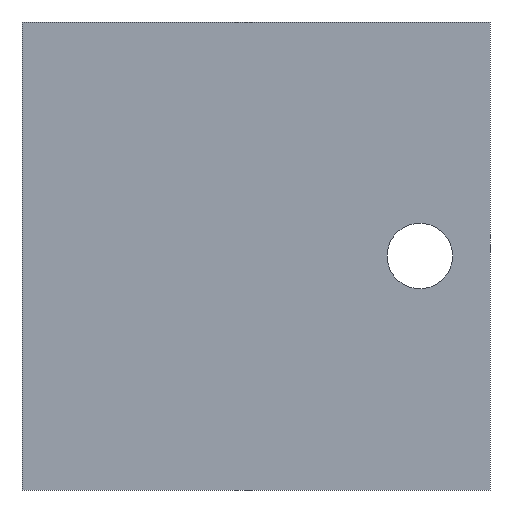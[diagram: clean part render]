
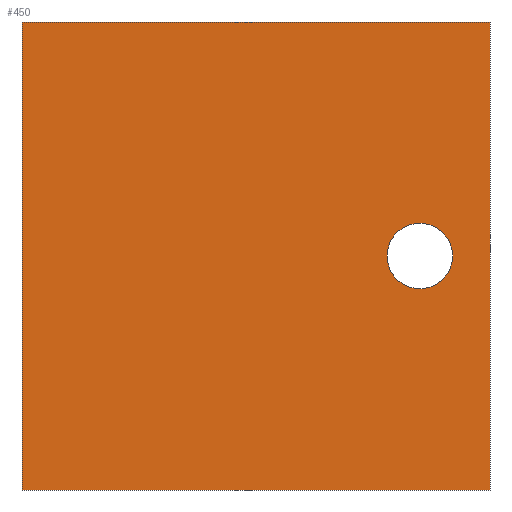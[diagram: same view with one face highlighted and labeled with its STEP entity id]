
A CAD part, front view. The second image highlights one B-rep face of the part: STEP entity #450.
In plain terms, the highlighted planar face has unit normal (0, -1, 0).
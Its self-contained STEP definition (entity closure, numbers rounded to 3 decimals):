
#9 = ORIENTED_EDGE ( 'NONE', *, *, #346, .F. ) ;
#12 = CARTESIAN_POINT ( 'NONE',  ( 85., 0., -50. ) ) ;
#17 = EDGE_CURVE ( 'NONE', #604, #172, #65, .T. ) ;
#27 = AXIS2_PLACEMENT_3D ( 'NONE', #223, #178, #393 ) ;
#46 = CARTESIAN_POINT ( 'NONE',  ( 0., 0., 0. ) ) ;
#50 = DIRECTION ( 'NONE',  ( -1., 0., 0. ) ) ;
#65 = LINE ( 'NONE', #469, #355 ) ;
#82 = CARTESIAN_POINT ( 'NONE',  ( 85., 0., -57. ) ) ;
#99 = CIRCLE ( 'NONE', #27, 7. ) ;
#109 = FACE_OUTER_BOUND ( 'NONE', #498, .T. ) ;
#126 = VERTEX_POINT ( 'NONE', #217 ) ;
#130 = AXIS2_PLACEMENT_3D ( 'NONE', #12, #372, #584 ) ;
#165 = VERTEX_POINT ( 'NONE', #82 ) ;
#172 = VERTEX_POINT ( 'NONE', #230 ) ;
#178 = DIRECTION ( 'NONE',  ( 0., 1., 0. ) ) ;
#185 = EDGE_CURVE ( 'NONE', #531, #264, #426, .T. ) ;
#215 = ORIENTED_EDGE ( 'NONE', *, *, #551, .T. ) ;
#217 = CARTESIAN_POINT ( 'NONE',  ( 85., 0., -43. ) ) ;
#223 = CARTESIAN_POINT ( 'NONE',  ( 85., 0., -50. ) ) ;
#230 = CARTESIAN_POINT ( 'NONE',  ( 100., 0., -100. ) ) ;
#241 = CIRCLE ( 'NONE', #130, 7. ) ;
#254 = DIRECTION ( 'NONE',  ( 0., -1., 0. ) ) ;
#264 = VERTEX_POINT ( 'NONE', #457 ) ;
#302 = LINE ( 'NONE', #46, #332 ) ;
#311 = PLANE ( 'NONE',  #578 ) ;
#327 = ORIENTED_EDGE ( 'NONE', *, *, #371, .T. ) ;
#332 = VECTOR ( 'NONE', #465, 1000. ) ;
#338 = CARTESIAN_POINT ( 'NONE',  ( 100., 0., 0. ) ) ;
#346 = EDGE_CURVE ( 'NONE', #264, #604, #302, .T. ) ;
#350 = EDGE_CURVE ( 'NONE', #172, #531, #409, .T. ) ;
#355 = VECTOR ( 'NONE', #423, 1000. ) ;
#371 = EDGE_CURVE ( 'NONE', #165, #126, #241, .T. ) ;
#372 = DIRECTION ( 'NONE',  ( 0., 1., 0. ) ) ;
#389 = CARTESIAN_POINT ( 'NONE',  ( 0., 0., -100. ) ) ;
#393 = DIRECTION ( 'NONE',  ( 0., 0., 1. ) ) ;
#409 = LINE ( 'NONE', #519, #547 ) ;
#423 = DIRECTION ( 'NONE',  ( 0., 0., -1. ) ) ;
#426 = LINE ( 'NONE', #489, #681 ) ;
#427 = CARTESIAN_POINT ( 'NONE',  ( 0., 0., 0. ) ) ;
#450 = ADVANCED_FACE ( 'NONE', ( #583, #109 ), #311, .T. ) ;
#457 = CARTESIAN_POINT ( 'NONE',  ( 0., 0., 0. ) ) ;
#465 = DIRECTION ( 'NONE',  ( 1., 0., 0. ) ) ;
#469 = CARTESIAN_POINT ( 'NONE',  ( 100., 0., 0. ) ) ;
#489 = CARTESIAN_POINT ( 'NONE',  ( 0., 0., 0. ) ) ;
#498 = EDGE_LOOP ( 'NONE', ( #543, #670, #663, #9 ) ) ;
#519 = CARTESIAN_POINT ( 'NONE',  ( 0., 0., -100. ) ) ;
#531 = VERTEX_POINT ( 'NONE', #389 ) ;
#543 = ORIENTED_EDGE ( 'NONE', *, *, #185, .F. ) ;
#547 = VECTOR ( 'NONE', #50, 1000. ) ;
#551 = EDGE_CURVE ( 'NONE', #126, #165, #99, .T. ) ;
#578 = AXIS2_PLACEMENT_3D ( 'NONE', #427, #254, #633 ) ;
#583 = FACE_BOUND ( 'NONE', #658, .T. ) ;
#584 = DIRECTION ( 'NONE',  ( 0., 0., 1. ) ) ;
#592 = DIRECTION ( 'NONE',  ( 0., 0., 1. ) ) ;
#604 = VERTEX_POINT ( 'NONE', #338 ) ;
#633 = DIRECTION ( 'NONE',  ( 0., 0., -1. ) ) ;
#658 = EDGE_LOOP ( 'NONE', ( #215, #327 ) ) ;
#663 = ORIENTED_EDGE ( 'NONE', *, *, #17, .F. ) ;
#670 = ORIENTED_EDGE ( 'NONE', *, *, #350, .F. ) ;
#681 = VECTOR ( 'NONE', #592, 1000. ) ;
